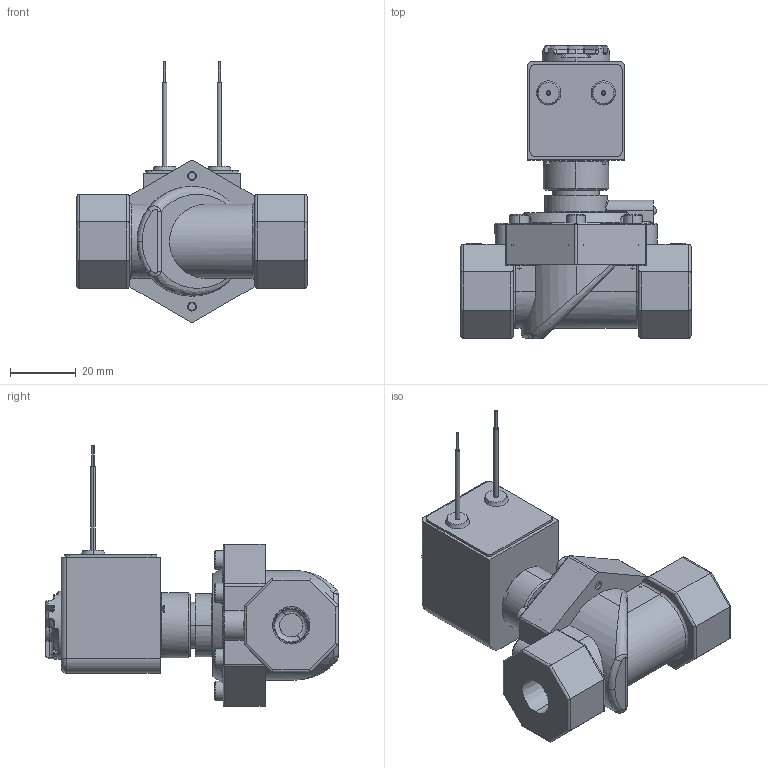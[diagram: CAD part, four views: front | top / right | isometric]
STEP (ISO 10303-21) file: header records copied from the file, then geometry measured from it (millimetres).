
FILE_DESCRIPTION (( 'STEP AP203' ), '1' );
FILE_NAME ('3516-6Q001-BAB7B-A.step', '2023-01-26T20:40:08', ( '' ), ( '' ), 'SwSTEP 2.0', 'SolidWorks 2021', '' );
FILE_SCHEMA (( 'CONFIG_CONTROL_DESIGN' ));
Products named in the file (1): 3516-6Q001-BAB7B-A
Bounding box: 69.85 x 88.82 x 79.18 mm (x, y, z)
Volume: 78912.4 mm3; surface area: 31830.6 mm2
Topology: 2 solids, 2 shells, 1187 faces, 3100 edges, 1967 vertices
Faces by surface type: cylinder 648, plane 236, cone 151, bspline 144, torus 8
Entity records: 51667 total; most frequent: CARTESIAN_POINT 25519, ORIENTED_EDGE 6164, DIRECTION 4762, EDGE_CURVE 3082, VERTEX_POINT 1967, AXIS2_PLACEMENT_3D 1840, EDGE_LOOP 1281, FACE_OUTER_BOUND 1187
